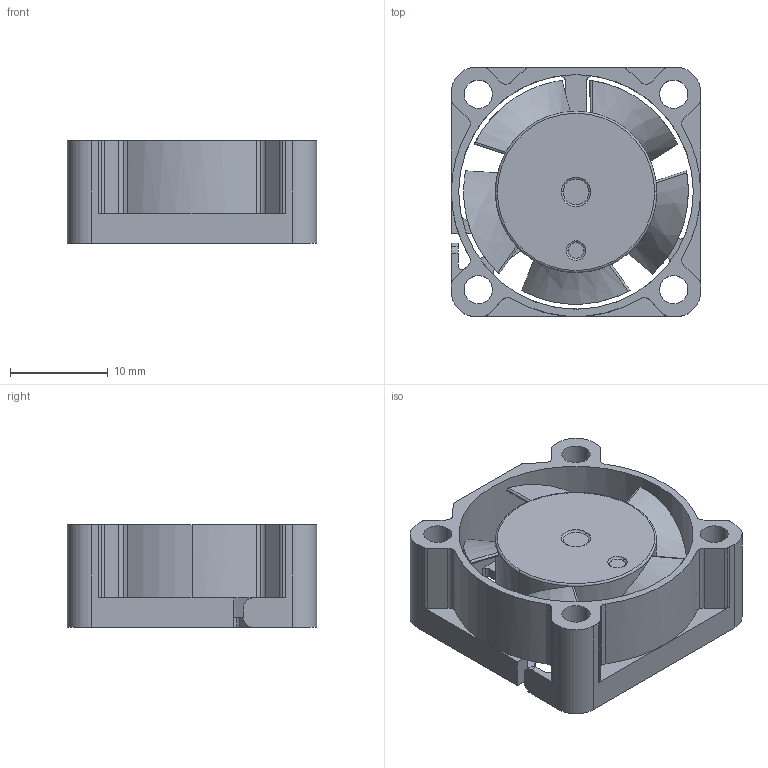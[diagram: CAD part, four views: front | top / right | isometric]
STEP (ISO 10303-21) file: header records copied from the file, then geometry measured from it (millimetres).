
FILE_DESCRIPTION (( 'STEP AP203' ), '1' );
FILE_NAME ('2510axial.STEP', '2022-02-10T15:15:22', ( '' ), ( '' ), 'SwSTEP 2.0', 'SolidWorks 2021', '' );
FILE_SCHEMA (( 'CONFIG_CONTROL_DESIGN' ));
Length unit declared in the file: millimetre
Products named in the file (4): 2510axial; 25x25x10_fan.step; Body.step; Blades.step
Assembly tree (3 placements, depth 3):
  2510axial
    25x25x10_fan.step
      Body.step
      Blades.step
Bounding box: 25.5 x 25.5 x 10.5 mm (x, y, z)
Volume: 1915.2 mm3; surface area: 4643.1 mm2
Topology: 2 solids, 2 shells, 183 faces, 528 edges, 349 vertices
Faces by surface type: cylinder 101, plane 46, bspline 30, torus 6
Entity records: 7896 total; most frequent: CARTESIAN_POINT 2675, ORIENTED_EDGE 1056, DIRECTION 994, EDGE_CURVE 528, AXIS2_PLACEMENT_3D 390, VERTEX_POINT 349, CIRCLE 230, LINE 214
